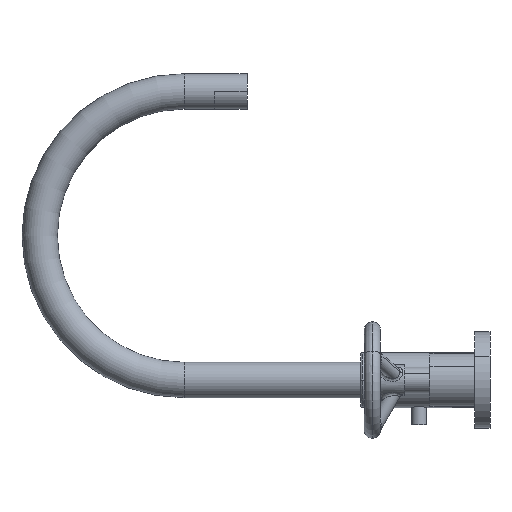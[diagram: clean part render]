
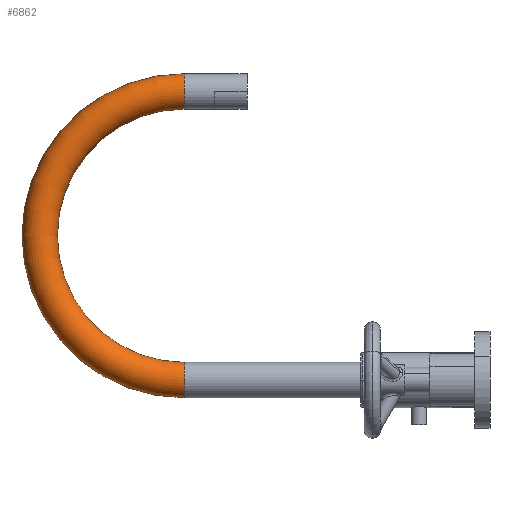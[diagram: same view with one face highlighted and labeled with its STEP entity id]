
A CAD part, left-side view. The second image highlights one B-rep face of the part: STEP entity #6862.
In plain terms, the highlighted toroidal (fillet/blend) face has major radius 90.5 mm and minor radius 11.113 mm.
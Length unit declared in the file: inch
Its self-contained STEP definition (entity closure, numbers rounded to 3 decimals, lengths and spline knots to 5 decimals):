
#6559=CARTESIAN_POINT('',(0.,7.554,7.126));
#6560=DIRECTION('',(0.,-1.,0.));
#6561=DIRECTION('',(0.,0.,1.));
#6562=AXIS2_PLACEMENT_3D('',#6559,#6560,#6561);
#6564=CARTESIAN_POINT('',(0.,7.554,3.563));
#6565=DIRECTION('',(-1.,0.,0.));
#6566=DIRECTION('',(0.,0.,1.));
#6567=AXIS2_PLACEMENT_3D('',#6564,#6565,#6566);
#6569=CARTESIAN_POINT('',(0.,7.554,3.563));
#6570=DIRECTION('',(1.,0.,0.));
#6571=DIRECTION('',(0.,0.,-1.));
#6572=AXIS2_PLACEMENT_3D('',#6569,#6570,#6571);
#6574=CARTESIAN_POINT('',(0.,7.554,0.));
#6575=DIRECTION('',(0.,1.,0.));
#6576=DIRECTION('',(0.,0.,-1.));
#6577=AXIS2_PLACEMENT_3D('',#6574,#6575,#6576);
#6729=CARTESIAN_POINT('',(0.,7.554,7.5635));
#6731=VERTEX_POINT('',#6729);
#6742=CARTESIAN_POINT('',(0.,7.554,6.6885));
#6743=VERTEX_POINT('',#6742);
#6746=CARTESIAN_POINT('',(0.,7.554,0.4375));
#6747=CARTESIAN_POINT('',(0.,7.554,-0.4375));
#6748=VERTEX_POINT('',#6746);
#6749=VERTEX_POINT('',#6747);
#6850=CARTESIAN_POINT('',(0.,7.554,3.563));
#6851=DIRECTION('',(-1.,0.,0.));
#6852=DIRECTION('',(0.,0.,-1.));
#6853=AXIS2_PLACEMENT_3D('',#6850,#6851,#6852);
#6854=TOROIDAL_SURFACE('',#6853,3.563,0.4375);
#6855=ORIENTED_EDGE('',*,*,#6812,.T.);
#6856=ORIENTED_EDGE('',*,*,#6845,.T.);
#6858=ORIENTED_EDGE('',*,*,#6857,.F.);
#6859=ORIENTED_EDGE('',*,*,#6841,.T.);
#6860=EDGE_LOOP('',(#6855,#6856,#6858,#6859));
#6861=FACE_OUTER_BOUND('',#6860,.F.);
#6862=ADVANCED_FACE('',(#6861),#6854,.T.);
#6563=CIRCLE('',#6562,0.4375);
#6568=CIRCLE('',#6567,3.1255);
#6573=CIRCLE('',#6572,4.0005);
#6578=CIRCLE('',#6577,0.4375);
#6812=EDGE_CURVE('',#6731,#6743,#6563,.T.);
#6841=EDGE_CURVE('',#6749,#6731,#6573,.T.);
#6845=EDGE_CURVE('',#6743,#6748,#6568,.T.);
#6857=EDGE_CURVE('',#6749,#6748,#6578,.T.);
